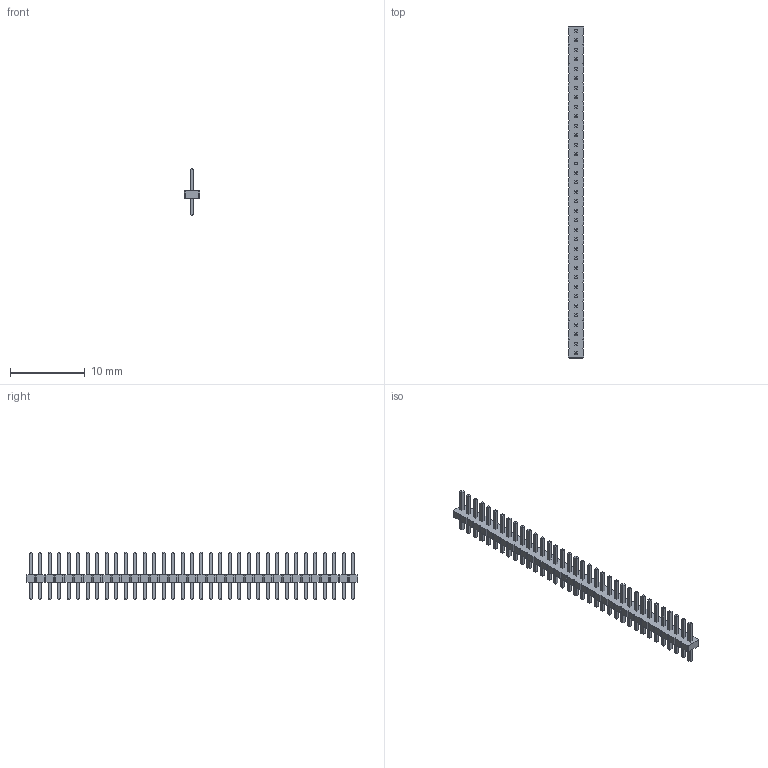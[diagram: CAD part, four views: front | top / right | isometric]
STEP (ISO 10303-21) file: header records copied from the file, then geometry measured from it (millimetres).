
FILE_DESCRIPTION(/* description */ ('model of PinHeader_1x35_P1.27mm_Vertical'),/* implementation_level */ '2;1');
FILE_NAME(/* name */ 'PinHeader_1x35_P1.27mm_Vertical.step',/* time_stamp */ '2018-01-24T12:23:34',/* author */ ('kicad StepUp','ksu'),/* organization */ ('FreeCAD'),/* preprocessor_version */ 'OCC',/* originating_system */ 'kicad StepUp',/* authorisation */ '');
FILE_SCHEMA(('AUTOMOTIVE_DESIGN { 1 0 10303 214 1 1 1 1 }'));
Length unit declared in the file: millimetre
Products named in the file (2): PinHeader_1x35_P127mm_Vertical; Shape0_482781126171
Bounding box: 2.1 x 44.45 x 6.3 mm (x, y, z)
Volume: 127 mm3; surface area: 640.7 mm2
Topology: 36 solids, 36 shells, 704 faces, 1616 edges, 984 vertices
Faces by surface type: plane 704
Entity records: 12364 total; most frequent: ORIENTED_EDGE 2530, CARTESIAN_POINT 1897, EDGE_CURVE 1616, LINE 1616, VERTEX_POINT 984, AXIS2_PLACEMENT_3D 705, ADVANCED_FACE 704, FACE_BOUND 704
